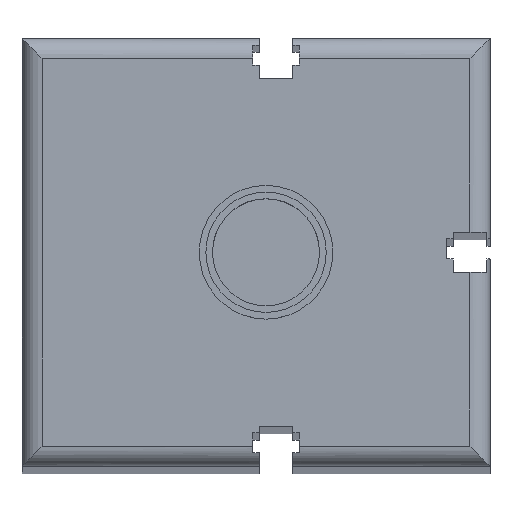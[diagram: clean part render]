
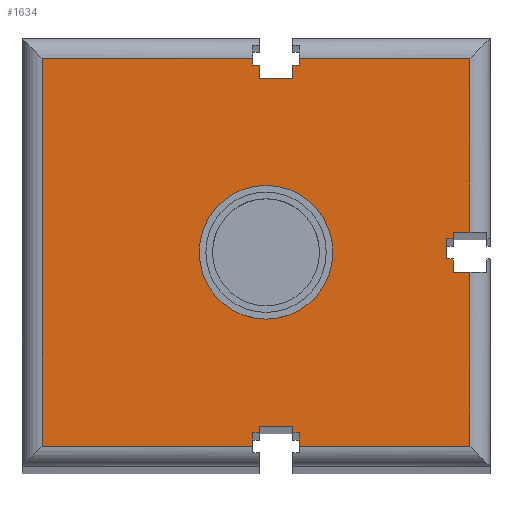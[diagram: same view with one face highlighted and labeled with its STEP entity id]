
A CAD part, top view. The second image highlights one B-rep face of the part: STEP entity #1634.
In plain terms, the highlighted planar face has unit normal (0, 0, 1).
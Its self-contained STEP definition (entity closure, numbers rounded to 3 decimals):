
#56=DIRECTION('',(0.,-1.,0.));
#57=VECTOR('',#56,1.);
#58=CARTESIAN_POINT('',(-2.5,-26.,0.));
#59=LINE('',#58,#57);
#64=DIRECTION('',(-1.,0.,0.));
#65=VECTOR('',#64,1.);
#66=CARTESIAN_POINT('',(-2.5,-27.,0.));
#67=LINE('',#66,#65);
#71=DIRECTION('',(0.,-1.,0.));
#72=VECTOR('',#71,2.);
#73=CARTESIAN_POINT('',(-3.5,-27.,0.));
#74=LINE('',#73,#72);
#78=DIRECTION('',(1.,0.,0.));
#79=VECTOR('',#78,31.5);
#80=CARTESIAN_POINT('',(-35.,-29.,0.));
#81=LINE('',#80,#79);
#85=DIRECTION('',(0.,-1.,0.));
#86=VECTOR('',#85,58.);
#87=CARTESIAN_POINT('',(-35.,29.,0.));
#88=LINE('',#87,#86);
#92=DIRECTION('',(-1.,0.,0.));
#93=VECTOR('',#92,31.5);
#94=CARTESIAN_POINT('',(-3.5,29.,0.));
#95=LINE('',#94,#93);
#99=DIRECTION('',(0.,-1.,0.));
#100=VECTOR('',#99,1.);
#101=CARTESIAN_POINT('',(-3.5,29.,0.));
#102=LINE('',#101,#100);
#106=DIRECTION('',(1.,0.,0.));
#107=VECTOR('',#106,1.);
#108=CARTESIAN_POINT('',(-3.5,28.,0.));
#109=LINE('',#108,#107);
#113=DIRECTION('',(1.,0.,0.));
#114=VECTOR('',#113,1.);
#115=CARTESIAN_POINT('',(2.5,28.,0.));
#116=LINE('',#115,#114);
#120=DIRECTION('',(0.,1.,0.));
#121=VECTOR('',#120,1.);
#122=CARTESIAN_POINT('',(3.5,28.,0.));
#123=LINE('',#122,#121);
#127=DIRECTION('',(-1.,0.,0.));
#128=VECTOR('',#127,25.5);
#129=CARTESIAN_POINT('',(29.,29.,0.));
#130=LINE('',#129,#128);
#134=DIRECTION('',(0.,1.,0.));
#135=VECTOR('',#134,26.);
#136=CARTESIAN_POINT('',(29.,3.,0.));
#137=LINE('',#136,#135);
#141=DIRECTION('',(-1.,0.,0.));
#142=VECTOR('',#141,2.5);
#143=CARTESIAN_POINT('',(29.,3.,0.));
#144=LINE('',#143,#142);
#148=DIRECTION('',(0.,-1.,0.));
#149=VECTOR('',#148,1.);
#150=CARTESIAN_POINT('',(26.5,3.,0.));
#151=LINE('',#150,#149);
#155=DIRECTION('',(-1.,0.,0.));
#156=VECTOR('',#155,1.);
#157=CARTESIAN_POINT('',(26.5,2.,0.));
#158=LINE('',#157,#156);
#162=DIRECTION('',(0.,-1.,0.));
#163=VECTOR('',#162,3.);
#164=CARTESIAN_POINT('',(25.5,2.,0.));
#165=LINE('',#164,#163);
#169=DIRECTION('',(1.,0.,0.));
#170=VECTOR('',#169,1.);
#171=CARTESIAN_POINT('',(25.5,-1.,0.));
#172=LINE('',#171,#170);
#176=DIRECTION('',(0.,1.,0.));
#177=VECTOR('',#176,26.);
#178=CARTESIAN_POINT('',(29.,-29.,0.));
#179=LINE('',#178,#177);
#183=DIRECTION('',(1.,0.,0.));
#184=VECTOR('',#183,25.5);
#185=CARTESIAN_POINT('',(3.5,-29.,0.));
#186=LINE('',#185,#184);
#190=DIRECTION('',(0.,1.,0.));
#191=VECTOR('',#190,2.);
#192=CARTESIAN_POINT('',(3.5,-29.,0.));
#193=LINE('',#192,#191);
#197=DIRECTION('',(-1.,0.,0.));
#198=VECTOR('',#197,1.);
#199=CARTESIAN_POINT('',(3.5,-27.,0.));
#200=LINE('',#199,#198);
#204=DIRECTION('',(0.,1.,0.));
#205=VECTOR('',#204,1.);
#206=CARTESIAN_POINT('',(2.5,-27.,0.));
#207=LINE('',#206,#205);
#211=DIRECTION('',(-1.,0.,0.));
#212=VECTOR('',#211,5.);
#213=CARTESIAN_POINT('',(2.5,-26.,0.));
#214=LINE('',#213,#212);
#218=CARTESIAN_POINT('',(-1.5,0.,0.));
#219=DIRECTION('',(0.,0.,1.));
#220=DIRECTION('',(1.,0.,0.));
#221=AXIS2_PLACEMENT_3D('',#218,#219,#220);
#226=CARTESIAN_POINT('',(-1.5,0.,0.));
#227=DIRECTION('',(0.,0.,1.));
#228=DIRECTION('',(-1.,0.,0.));
#229=AXIS2_PLACEMENT_3D('',#226,#227,#228);
#307=CARTESIAN_POINT('',(29.,-29.,0.));
#772=DIRECTION('',(0.,1.,0.));
#773=VECTOR('',#772,2.);
#774=CARTESIAN_POINT('',(-2.5,26.,0.));
#775=LINE('',#774,#773);
#793=DIRECTION('',(-1.,0.,0.));
#794=VECTOR('',#793,5.);
#795=CARTESIAN_POINT('',(2.5,26.,0.));
#796=LINE('',#795,#794);
#807=DIRECTION('',(0.,-1.,0.));
#808=VECTOR('',#807,2.);
#809=CARTESIAN_POINT('',(2.5,28.,0.));
#810=LINE('',#809,#808);
#916=DIRECTION('',(-1.,0.,0.));
#917=VECTOR('',#916,2.5);
#918=CARTESIAN_POINT('',(29.,-3.,0.));
#919=LINE('',#918,#917);
#1155=CARTESIAN_POINT('',(29.,29.,0.));
#1209=DIRECTION('',(0.,1.,0.));
#1210=VECTOR('',#1209,2.);
#1211=CARTESIAN_POINT('',(26.5,-3.,0.));
#1212=LINE('',#1211,#1210);
#1345=CARTESIAN_POINT('',(-3.5,29.,0.));
#1346=CARTESIAN_POINT('',(-3.5,28.,0.));
#1347=VERTEX_POINT('',#1345);
#1348=VERTEX_POINT('',#1346);
#1349=CARTESIAN_POINT('',(-2.5,28.,0.));
#1350=VERTEX_POINT('',#1349);
#1351=CARTESIAN_POINT('',(2.5,28.,0.));
#1352=CARTESIAN_POINT('',(3.5,28.,0.));
#1353=VERTEX_POINT('',#1351);
#1354=VERTEX_POINT('',#1352);
#1355=CARTESIAN_POINT('',(3.5,29.,0.));
#1356=VERTEX_POINT('',#1355);
#1393=CARTESIAN_POINT('',(-2.5,26.,0.));
#1395=VERTEX_POINT('',#1393);
#1397=CARTESIAN_POINT('',(2.5,26.,0.));
#1399=VERTEX_POINT('',#1397);
#1401=CARTESIAN_POINT('',(26.5,3.,0.));
#1402=CARTESIAN_POINT('',(26.5,2.,0.));
#1403=VERTEX_POINT('',#1401);
#1404=VERTEX_POINT('',#1402);
#1405=CARTESIAN_POINT('',(25.5,2.,0.));
#1406=VERTEX_POINT('',#1405);
#1407=CARTESIAN_POINT('',(25.5,-1.,0.));
#1408=VERTEX_POINT('',#1407);
#1409=CARTESIAN_POINT('',(26.5,-1.,0.));
#1410=VERTEX_POINT('',#1409);
#1411=CARTESIAN_POINT('',(29.,3.,0.));
#1412=VERTEX_POINT('',#1411);
#1433=CARTESIAN_POINT('',(26.5,-3.,0.));
#1435=VERTEX_POINT('',#1433);
#1455=CARTESIAN_POINT('',(29.,-3.,0.));
#1456=VERTEX_POINT('',#1455);
#1457=CARTESIAN_POINT('',(-2.5,-26.,0.));
#1458=CARTESIAN_POINT('',(-2.5,-27.,0.));
#1459=VERTEX_POINT('',#1457);
#1460=VERTEX_POINT('',#1458);
#1461=CARTESIAN_POINT('',(-3.5,-27.,0.));
#1462=VERTEX_POINT('',#1461);
#1463=CARTESIAN_POINT('',(-3.5,-29.,0.));
#1464=VERTEX_POINT('',#1463);
#1465=CARTESIAN_POINT('',(3.5,-29.,0.));
#1466=CARTESIAN_POINT('',(3.5,-27.,0.));
#1467=VERTEX_POINT('',#1465);
#1468=VERTEX_POINT('',#1466);
#1469=CARTESIAN_POINT('',(2.5,-27.,0.));
#1470=VERTEX_POINT('',#1469);
#1471=CARTESIAN_POINT('',(2.5,-26.,0.));
#1472=VERTEX_POINT('',#1471);
#1513=CARTESIAN_POINT('',(7.5,0.,0.));
#1514=CARTESIAN_POINT('',(-10.5,0.,0.));
#1515=VERTEX_POINT('',#1513);
#1516=VERTEX_POINT('',#1514);
#1541=CARTESIAN_POINT('',(-35.,29.,0.));
#1542=CARTESIAN_POINT('',(-35.,-29.,0.));
#1543=VERTEX_POINT('',#1541);
#1544=VERTEX_POINT('',#1542);
#1561=VERTEX_POINT('',#1155);
#1562=VERTEX_POINT('',#307);
#1565=CARTESIAN_POINT('',(0.,0.,0.));
#1566=DIRECTION('',(0.,0.,1.));
#1567=DIRECTION('',(1.,0.,0.));
#1568=AXIS2_PLACEMENT_3D('',#1565,#1566,#1567);
#1569=PLANE('',#1568);
#1571=ORIENTED_EDGE('',*,*,#1570,.T.);
#1573=ORIENTED_EDGE('',*,*,#1572,.T.);
#1575=ORIENTED_EDGE('',*,*,#1574,.T.);
#1577=ORIENTED_EDGE('',*,*,#1576,.F.);
#1579=ORIENTED_EDGE('',*,*,#1578,.F.);
#1581=ORIENTED_EDGE('',*,*,#1580,.F.);
#1583=ORIENTED_EDGE('',*,*,#1582,.T.);
#1585=ORIENTED_EDGE('',*,*,#1584,.T.);
#1587=ORIENTED_EDGE('',*,*,#1586,.F.);
#1589=ORIENTED_EDGE('',*,*,#1588,.F.);
#1591=ORIENTED_EDGE('',*,*,#1590,.F.);
#1593=ORIENTED_EDGE('',*,*,#1592,.T.);
#1595=ORIENTED_EDGE('',*,*,#1594,.T.);
#1597=ORIENTED_EDGE('',*,*,#1596,.F.);
#1599=ORIENTED_EDGE('',*,*,#1598,.F.);
#1601=ORIENTED_EDGE('',*,*,#1600,.T.);
#1603=ORIENTED_EDGE('',*,*,#1602,.T.);
#1605=ORIENTED_EDGE('',*,*,#1604,.T.);
#1607=ORIENTED_EDGE('',*,*,#1606,.T.);
#1609=ORIENTED_EDGE('',*,*,#1608,.T.);
#1611=ORIENTED_EDGE('',*,*,#1610,.F.);
#1613=ORIENTED_EDGE('',*,*,#1612,.F.);
#1615=ORIENTED_EDGE('',*,*,#1614,.F.);
#1617=ORIENTED_EDGE('',*,*,#1616,.F.);
#1619=ORIENTED_EDGE('',*,*,#1618,.T.);
#1621=ORIENTED_EDGE('',*,*,#1620,.T.);
#1623=ORIENTED_EDGE('',*,*,#1622,.T.);
#1625=ORIENTED_EDGE('',*,*,#1624,.T.);
#1626=EDGE_LOOP('',(#1571,#1573,#1575,#1577,#1579,#1581,#1583,#1585,#1587,#1589,
#1591,#1593,#1595,#1597,#1599,#1601,#1603,#1605,#1607,#1609,#1611,#1613,#1615,
#1617,#1619,#1621,#1623,#1625));
#1627=FACE_OUTER_BOUND('',#1626,.F.);
#1629=ORIENTED_EDGE('',*,*,#1628,.T.);
#1631=ORIENTED_EDGE('',*,*,#1630,.T.);
#1632=EDGE_LOOP('',(#1629,#1631));
#1633=FACE_BOUND('',#1632,.F.);
#1634=ADVANCED_FACE('',(#1627,#1633),#1569,.T.);
#222=CIRCLE('',#221,9.);
#230=CIRCLE('',#229,9.);
#1570=EDGE_CURVE('',#1459,#1460,#59,.T.);
#1572=EDGE_CURVE('',#1460,#1462,#67,.T.);
#1574=EDGE_CURVE('',#1462,#1464,#74,.T.);
#1576=EDGE_CURVE('',#1544,#1464,#81,.T.);
#1578=EDGE_CURVE('',#1543,#1544,#88,.T.);
#1580=EDGE_CURVE('',#1347,#1543,#95,.T.);
#1582=EDGE_CURVE('',#1347,#1348,#102,.T.);
#1584=EDGE_CURVE('',#1348,#1350,#109,.T.);
#1586=EDGE_CURVE('',#1395,#1350,#775,.T.);
#1588=EDGE_CURVE('',#1399,#1395,#796,.T.);
#1590=EDGE_CURVE('',#1353,#1399,#810,.T.);
#1592=EDGE_CURVE('',#1353,#1354,#116,.T.);
#1594=EDGE_CURVE('',#1354,#1356,#123,.T.);
#1596=EDGE_CURVE('',#1561,#1356,#130,.T.);
#1598=EDGE_CURVE('',#1412,#1561,#137,.T.);
#1600=EDGE_CURVE('',#1412,#1403,#144,.T.);
#1602=EDGE_CURVE('',#1403,#1404,#151,.T.);
#1604=EDGE_CURVE('',#1404,#1406,#158,.T.);
#1606=EDGE_CURVE('',#1406,#1408,#165,.T.);
#1608=EDGE_CURVE('',#1408,#1410,#172,.T.);
#1610=EDGE_CURVE('',#1435,#1410,#1212,.T.);
#1612=EDGE_CURVE('',#1456,#1435,#919,.T.);
#1614=EDGE_CURVE('',#1562,#1456,#179,.T.);
#1616=EDGE_CURVE('',#1467,#1562,#186,.T.);
#1618=EDGE_CURVE('',#1467,#1468,#193,.T.);
#1620=EDGE_CURVE('',#1468,#1470,#200,.T.);
#1622=EDGE_CURVE('',#1470,#1472,#207,.T.);
#1624=EDGE_CURVE('',#1472,#1459,#214,.T.);
#1628=EDGE_CURVE('',#1515,#1516,#222,.T.);
#1630=EDGE_CURVE('',#1516,#1515,#230,.T.);
